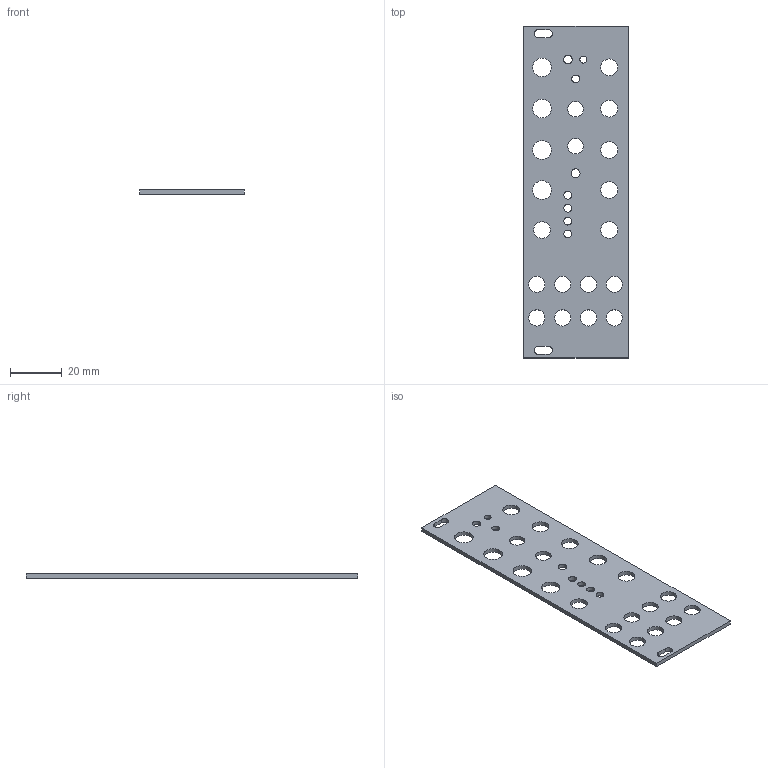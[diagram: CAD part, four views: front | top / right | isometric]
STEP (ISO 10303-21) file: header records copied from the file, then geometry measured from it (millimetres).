
FILE_DESCRIPTION(('KiCad electronic assembly'),'2;1');
FILE_NAME('frontpanel.step','2024-09-18T16:30:06',('Pcbnew'),('Kicad'), 'Open CASCADE STEP processor 7.6','KiCad to STEP converter','Unknown' );
FILE_SCHEMA(('AUTOMOTIVE_DESIGN { 1 0 10303 214 1 1 1 1 }'));
Length unit declared in the file: millimetre
Products named in the file (2): frontpanel 1; frontpanel_PCB
Assembly tree (1 placements, depth 2):
  frontpanel 1
    frontpanel_PCB
Bounding box: 40.3 x 128.5 x 1.6 mm (x, y, z)
Volume: 7062.1 mm3; surface area: 10201.1 mm2
Topology: 1 solids, 1 shells, 42 faces, 120 edges, 80 vertices
Faces by surface type: cylinder 32, plane 10
Full cylindrical faces by diameter (mm): 2.7 x1, 3.05 x5, 3.4 x2, 6 x2, 6.25 x8, 6.5 x6, 7.2 x4
Entity records: 1565 total; most frequent: DIRECTION 272, CARTESIAN_POINT 244, ORIENTED_EDGE 240, EDGE_CURVE 120, AXIS2_PLACEMENT_3D 108, FACE_BOUND 102, EDGE_LOOP 102, VERTEX_POINT 80
